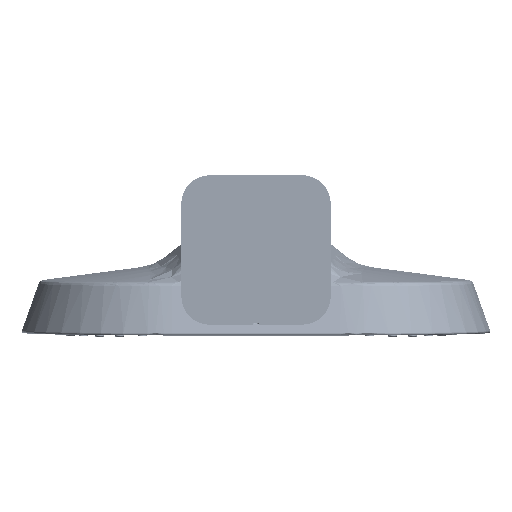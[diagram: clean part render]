
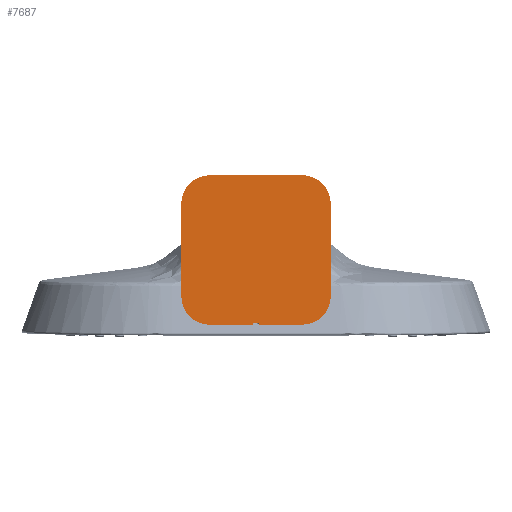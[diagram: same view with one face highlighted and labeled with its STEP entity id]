
A CAD part, front view. The second image highlights one B-rep face of the part: STEP entity #7687.
In plain terms, the highlighted face is planar.
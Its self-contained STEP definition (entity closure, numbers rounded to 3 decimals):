
#5738=CARTESIAN_POINT('Vertex',(-1.605,-39.7,0.)) ;
#5752=CARTESIAN_POINT('Vertex',(-1.905,-40.,0.)) ;
#5756=CARTESIAN_POINT('Control Point',(-1.605,-39.7,0.)) ;
#5757=CARTESIAN_POINT('Control Point',(-1.605,-39.817,0.)) ;
#5758=CARTESIAN_POINT('Control Point',(-1.668,-39.937,0.)) ;
#5759=CARTESIAN_POINT('Control Point',(-1.787,-40.,0.)) ;
#5760=CARTESIAN_POINT('Control Point',(-1.905,-40.,0.)) ;
#5779=CARTESIAN_POINT('Vertex',(-1.605,-38.967,0.)) ;
#5795=CARTESIAN_POINT('Line Origine',(-1.605,-37.5,0.)) ;
#5939=CARTESIAN_POINT('Line Origine',(0.,-40.,0.)) ;
#5943=CARTESIAN_POINT('Vertex',(1.905,-40.,0.)) ;
#5945=CARTESIAN_POINT('Vertex',(25.005,-40.,0.)) ;
#5964=CARTESIAN_POINT('Vertex',(-25.005,-40.,0.)) ;
#5967=CARTESIAN_POINT('Line Origine',(0.,-40.,0.)) ;
#6072=CARTESIAN_POINT('Control Point',(40.,-25.005,0.)) ;
#6073=CARTESIAN_POINT('Control Point',(40.,-29.716,0.)) ;
#6074=CARTESIAN_POINT('Control Point',(38.157,-34.432,0.)) ;
#6075=CARTESIAN_POINT('Control Point',(34.432,-38.157,0.)) ;
#6076=CARTESIAN_POINT('Control Point',(29.716,-40.,0.)) ;
#6077=CARTESIAN_POINT('Control Point',(25.005,-40.,0.)) ;
#6078=CARTESIAN_POINT('Vertex',(40.,-25.005,0.)) ;
#6143=CARTESIAN_POINT('Vertex',(-40.,-25.005,0.)) ;
#6149=CARTESIAN_POINT('Control Point',(-25.005,-40.,0.)) ;
#6150=CARTESIAN_POINT('Control Point',(-29.716,-40.,0.)) ;
#6151=CARTESIAN_POINT('Control Point',(-34.432,-38.157,0.)) ;
#6152=CARTESIAN_POINT('Control Point',(-38.157,-34.432,0.)) ;
#6153=CARTESIAN_POINT('Control Point',(-40.,-29.716,0.)) ;
#6154=CARTESIAN_POINT('Control Point',(-40.,-25.005,0.)) ;
#6274=CARTESIAN_POINT('Vertex',(1.605,-39.7,0.)) ;
#6278=CARTESIAN_POINT('Control Point',(1.605,-39.7,0.)) ;
#6279=CARTESIAN_POINT('Control Point',(1.605,-39.817,0.)) ;
#6280=CARTESIAN_POINT('Control Point',(1.668,-39.937,0.)) ;
#6281=CARTESIAN_POINT('Control Point',(1.787,-40.,0.)) ;
#6282=CARTESIAN_POINT('Control Point',(1.905,-40.,0.)) ;
#6301=CARTESIAN_POINT('Vertex',(1.605,-38.967,0.)) ;
#6306=CARTESIAN_POINT('Line Origine',(1.605,-37.5,0.)) ;
#6342=CARTESIAN_POINT('Line Origine',(40.,0.,0.)) ;
#6346=CARTESIAN_POINT('Vertex',(40.,25.005,0.)) ;
#6366=CARTESIAN_POINT('Control Point',(25.005,40.,0.)) ;
#6367=CARTESIAN_POINT('Control Point',(29.716,40.,0.)) ;
#6368=CARTESIAN_POINT('Control Point',(34.432,38.157,0.)) ;
#6369=CARTESIAN_POINT('Control Point',(38.157,34.432,0.)) ;
#6370=CARTESIAN_POINT('Control Point',(40.,29.716,0.)) ;
#6371=CARTESIAN_POINT('Control Point',(40.,25.005,0.)) ;
#6372=CARTESIAN_POINT('Vertex',(25.005,40.,0.)) ;
#6402=CARTESIAN_POINT('Line Origine',(0.,40.,0.)) ;
#6406=CARTESIAN_POINT('Vertex',(-25.005,40.,0.)) ;
#6433=CARTESIAN_POINT('Control Point',(-40.,25.005,0.)) ;
#6434=CARTESIAN_POINT('Control Point',(-40.,29.716,0.)) ;
#6435=CARTESIAN_POINT('Control Point',(-38.157,34.432,0.)) ;
#6436=CARTESIAN_POINT('Control Point',(-34.432,38.157,0.)) ;
#6437=CARTESIAN_POINT('Control Point',(-29.716,40.,0.)) ;
#6438=CARTESIAN_POINT('Control Point',(-25.005,40.,0.)) ;
#6439=CARTESIAN_POINT('Vertex',(-40.,25.005,0.)) ;
#6474=CARTESIAN_POINT('Line Origine',(-40.,0.,0.)) ;
#7661=CARTESIAN_POINT('Axis2P3D Location',(0.,0.,0.)) ;
#7666=CARTESIAN_POINT('Axis2P3D Location',(0.,0.,0.)) ;
#5797=VECTOR('Line Direction',#5796,1.) ;
#5941=VECTOR('Line Direction',#5940,1.) ;
#5969=VECTOR('Line Direction',#5968,1.) ;
#6308=VECTOR('Line Direction',#6307,1.) ;
#6344=VECTOR('Line Direction',#6343,1.) ;
#6404=VECTOR('Line Direction',#6403,1.) ;
#6476=VECTOR('Line Direction',#6475,1.) ;
#5796=DIRECTION('Vector Direction',(0.,1.,0.)) ;
#5940=DIRECTION('Vector Direction',(-1.,0.,0.)) ;
#5968=DIRECTION('Vector Direction',(-1.,0.,0.)) ;
#6307=DIRECTION('Vector Direction',(0.,-1.,0.)) ;
#6343=DIRECTION('Vector Direction',(0.,1.,0.)) ;
#6403=DIRECTION('Vector Direction',(1.,0.,0.)) ;
#6475=DIRECTION('Vector Direction',(0.,-1.,0.)) ;
#7662=DIRECTION('Axis2P3D Direction',(0.,0.,1.)) ;
#7663=DIRECTION('Axis2P3D XDirection',(1.,0.,0.)) ;
#7667=DIRECTION('Axis2P3D Direction',(0.,0.,1.)) ;
#7664=AXIS2_PLACEMENT_3D('Plane Axis2P3D',#7661,#7662,#7663) ;
#7668=AXIS2_PLACEMENT_3D('Circle Axis2P3D',#7666,#7667,$) ;
#5798=LINE('Line',#5795,#5797) ;
#5942=LINE('Line',#5939,#5941) ;
#5970=LINE('Line',#5967,#5969) ;
#6309=LINE('Line',#6306,#6308) ;
#6345=LINE('Line',#6342,#6344) ;
#6405=LINE('Line',#6402,#6404) ;
#6477=LINE('Line',#6474,#6476) ;
#7669=CIRCLE('generated circle',#7668,39.) ;
#7665=PLANE('',#7664) ;
#5761=EDGE_CURVE('',#5753,#5739,#5755,.F.) ;
#5799=EDGE_CURVE('',#5780,#5739,#5798,.F.) ;
#5947=EDGE_CURVE('',#5944,#5946,#5942,.F.) ;
#5971=EDGE_CURVE('',#5965,#5753,#5970,.F.) ;
#6080=EDGE_CURVE('',#5946,#6079,#6071,.F.) ;
#6155=EDGE_CURVE('',#6144,#5965,#6148,.F.) ;
#6283=EDGE_CURVE('',#6275,#5944,#6277,.T.) ;
#6310=EDGE_CURVE('',#6275,#6302,#6309,.F.) ;
#6348=EDGE_CURVE('',#6079,#6347,#6345,.T.) ;
#6374=EDGE_CURVE('',#6347,#6373,#6365,.F.) ;
#6408=EDGE_CURVE('',#6373,#6407,#6405,.F.) ;
#6441=EDGE_CURVE('',#6407,#6440,#6432,.F.) ;
#6478=EDGE_CURVE('',#6440,#6144,#6477,.T.) ;
#7670=EDGE_CURVE('',#5780,#6302,#7669,.T.) ;
#7672=ORIENTED_EDGE('',*,*,#5799,.T.) ;
#7673=ORIENTED_EDGE('',*,*,#5761,.F.) ;
#7674=ORIENTED_EDGE('',*,*,#5971,.F.) ;
#7675=ORIENTED_EDGE('',*,*,#6155,.F.) ;
#7676=ORIENTED_EDGE('',*,*,#6478,.F.) ;
#7677=ORIENTED_EDGE('',*,*,#6441,.F.) ;
#7678=ORIENTED_EDGE('',*,*,#6408,.F.) ;
#7679=ORIENTED_EDGE('',*,*,#6374,.F.) ;
#7680=ORIENTED_EDGE('',*,*,#6348,.F.) ;
#7681=ORIENTED_EDGE('',*,*,#6080,.F.) ;
#7682=ORIENTED_EDGE('',*,*,#5947,.F.) ;
#7683=ORIENTED_EDGE('',*,*,#6283,.F.) ;
#7684=ORIENTED_EDGE('',*,*,#6310,.T.) ;
#7685=ORIENTED_EDGE('',*,*,#7670,.F.) ;
#7671=EDGE_LOOP('',(#7672,#7673,#7674,#7675,#7676,#7677,#7678,#7679,#7680,#7681,#7682,#7683,#7684,#7685)) ;
#5739=VERTEX_POINT('',#5738) ;
#5753=VERTEX_POINT('',#5752) ;
#5780=VERTEX_POINT('',#5779) ;
#5944=VERTEX_POINT('',#5943) ;
#5946=VERTEX_POINT('',#5945) ;
#5965=VERTEX_POINT('',#5964) ;
#6079=VERTEX_POINT('',#6078) ;
#6144=VERTEX_POINT('',#6143) ;
#6275=VERTEX_POINT('',#6274) ;
#6302=VERTEX_POINT('',#6301) ;
#6347=VERTEX_POINT('',#6346) ;
#6373=VERTEX_POINT('',#6372) ;
#6407=VERTEX_POINT('',#6406) ;
#6440=VERTEX_POINT('',#6439) ;
#7687=ADVANCED_FACE('Hauptk\X2\00F6\X0\rper',(#7686),#7665,.F.) ;
#5755=B_SPLINE_CURVE_WITH_KNOTS('',4,(#5756,#5757,#5758,#5759,#5760),.UNSPECIFIED.,.F.,.U.,(5,5),(0.,0.666),.UNSPECIFIED.) ;
#6071=B_SPLINE_CURVE_WITH_KNOTS('',5,(#6072,#6073,#6074,#6075,#6076,#6077),.UNSPECIFIED.,.F.,.U.,(6,6),(0.,33.311),.UNSPECIFIED.) ;
#6148=B_SPLINE_CURVE_WITH_KNOTS('',5,(#6149,#6150,#6151,#6152,#6153,#6154),.UNSPECIFIED.,.F.,.U.,(6,6),(0.,33.311),.UNSPECIFIED.) ;
#6277=B_SPLINE_CURVE_WITH_KNOTS('',4,(#6278,#6279,#6280,#6281,#6282),.UNSPECIFIED.,.F.,.U.,(5,5),(0.,0.666),.UNSPECIFIED.) ;
#6365=B_SPLINE_CURVE_WITH_KNOTS('',5,(#6366,#6367,#6368,#6369,#6370,#6371),.UNSPECIFIED.,.F.,.U.,(6,6),(0.,33.311),.UNSPECIFIED.) ;
#6432=B_SPLINE_CURVE_WITH_KNOTS('',5,(#6433,#6434,#6435,#6436,#6437,#6438),.UNSPECIFIED.,.F.,.U.,(6,6),(0.,33.311),.UNSPECIFIED.) ;
#7686=FACE_OUTER_BOUND('',#7671,.T.) ;
